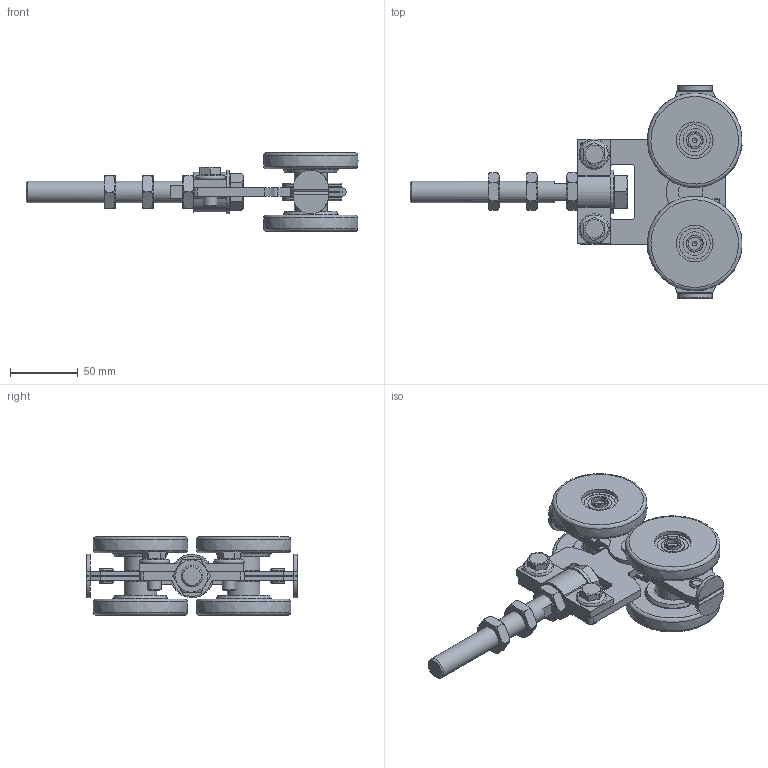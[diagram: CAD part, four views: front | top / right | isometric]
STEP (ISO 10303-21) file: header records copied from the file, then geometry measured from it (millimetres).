
FILE_DESCRIPTION(/* description */ (''),/* implementation_level */ '2;1');
FILE_NAME(/* name */ '2285L.stp',/* time_stamp */ '2020-12-22T15:29:48+01:00',/* author */ ('DBARI'),/* organization */ (''),/* preprocessor_version */ 'ST-DEVELOPER v18.1',/* originating_system */ 'Autodesk Inventor 2021',/* authorisation */ '');
FILE_SCHEMA (('AUTOMOTIVE_DESIGN { 1 0 10303 214 3 1 1 }'));
Length unit declared in the file: millimetre
Products named in the file (14): 2285L; 15180; 15988; 15000; 15745; 14999; 15987; 15210; U04555; GALB70N; 15339; 09098; 04523; 06016
Assembly tree (24 placements, depth 3):
  2285L
    15180  x2
    15988  x2
    15000
    15745
    14999
    15987  x4
    15210
    06016  x3
    U04555
    GALB70N  x4
      15339
      09098
    04523  x2
Bounding box: 244.31 x 156 x 58 mm (x, y, z)
Volume: 366161.9 mm3; surface area: 163311.6 mm2
Topology: 58 solids, 62 shells, 1065 faces, 2673 edges, 1749 vertices
Faces by surface type: plane 534, cylinder 263, torus 104, bspline 98, cone 34, sphere 32
Full cylindrical faces by diameter (mm): 1.342 x2, 1.458 x2, 3.5 x4, 5.2 x8, 8.376 x2, 9.5 x4, 10 x2, 10.1 x2, 10.4 x4, 11.8 x4, 12 x4, 12.2 x4, 13.835 x3, 15.8 x1, 16 x1, 16.2 x5, 17 x1, 17.216 x16, 18 x1, 22.49 x1, 22.784 x16, 24 x4, 27 x8, 28 x4, 29 x4, 32 x1
Entity records: 16811 total; most frequent: CARTESIAN_POINT 3908, ORIENTED_EDGE 2584, DIRECTION 2503, EDGE_CURVE 1292, AXIS2_PLACEMENT_3D 893, VERTEX_POINT 867, LINE 717, VECTOR 717
